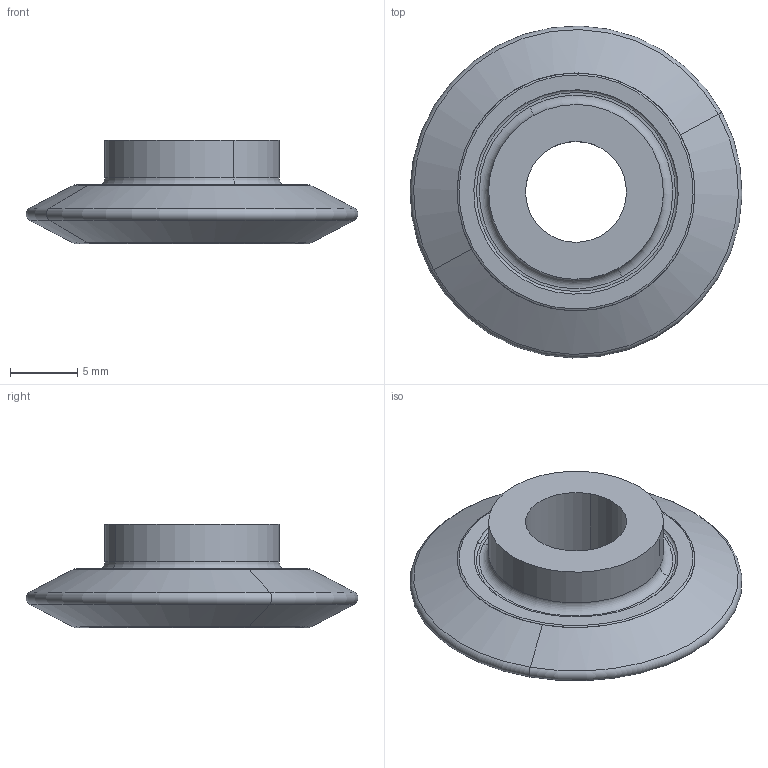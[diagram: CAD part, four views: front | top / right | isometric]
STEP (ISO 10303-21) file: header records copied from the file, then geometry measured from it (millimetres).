
FILE_DESCRIPTION(('CATIA V5 STEP Exchange','CAx-IF Rec.Pracs.--- Model Styling and Organization---1.2---2011-12-15'),'2;1');
FILE_NAME('TR13-T-24.7-W55-3T.stp','2019-03-13T05:25:53+00:00',('none'),('none'),'CATIA Version 5 Release 21 SP 5 (IN-10)','CATIA V5 STEP AP214','none');
FILE_SCHEMA(('AUTOMOTIVE_DESIGN { 1 0 10303 214 1 1 1 1 }'));
Length unit declared in the file: millimetre
Products named in the file (1): TR13-T-24.7-W55-3T
Bounding box: 24.69 x 24.69 x 7.7 mm (x, y, z)
Volume: 1715.4 mm3; surface area: 1759.3 mm2
Topology: 2 solids, 2 shells, 26 faces, 64 edges, 43 vertices
Faces by surface type: cone 8, cylinder 8, torus 6, plane 4
Entity records: 753 total; most frequent: CARTESIAN_POINT 129, ORIENTED_EDGE 120, DIRECTION 100, AXIS2_PLACEMENT_3D 64, EDGE_CURVE 60, CIRCLE 45, VERTEX_POINT 38, EDGE_LOOP 30
